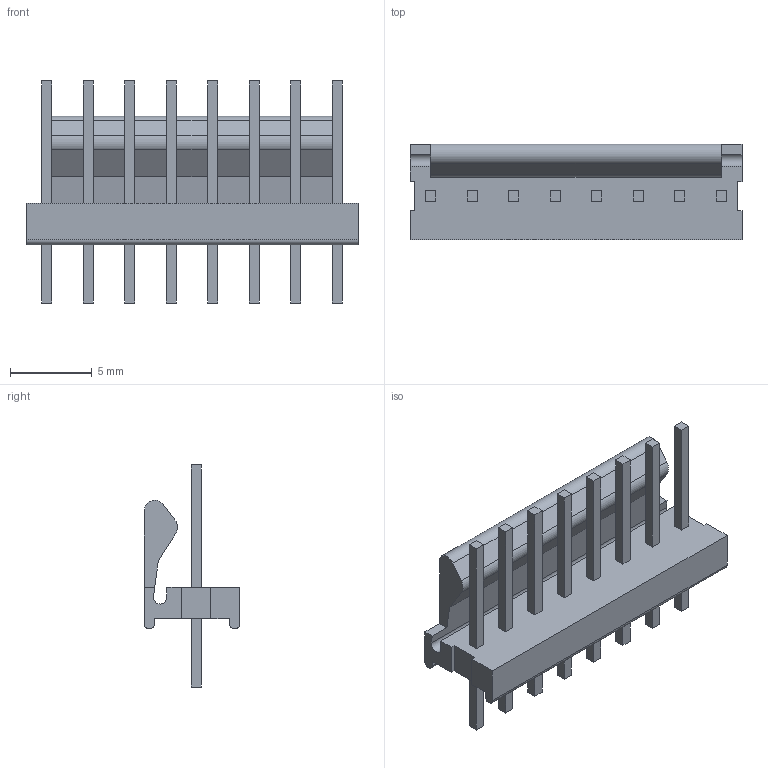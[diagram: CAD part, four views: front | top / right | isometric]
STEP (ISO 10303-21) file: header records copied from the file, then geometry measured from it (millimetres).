
FILE_DESCRIPTION((''),'2;1');
FILE_NAME('C-3-641215-8','2016-10-17T',('workeradm'),('Tyco Electronics Ltd.'),'CREO PARAMETRIC BY PTC INC, 2016050','CREO PARAMETRIC BY PTC INC, 2016050','');
FILE_SCHEMA(('AUTOMOTIVE_DESIGN { 1 0 10303 214 1 1 1 1 }'));
Length unit declared in the file: millimetre
Products named in the file (1): C-3-641215-8
Bounding box: 20.32 x 5.84 x 13.59 mm (x, y, z)
Volume: 381.5 mm3; surface area: 862.2 mm2
Topology: 1 solids, 1 shells, 109 faces, 273 edges, 182 vertices
Faces by surface type: plane 104, cylinder 5
Entity records: 3241 total; most frequent: CARTESIAN_POINT 566, ORIENTED_EDGE 546, DIRECTION 501, EDGE_CURVE 273, VECTOR 263, LINE 263, VERTEX_POINT 182, EDGE_LOOP 125
